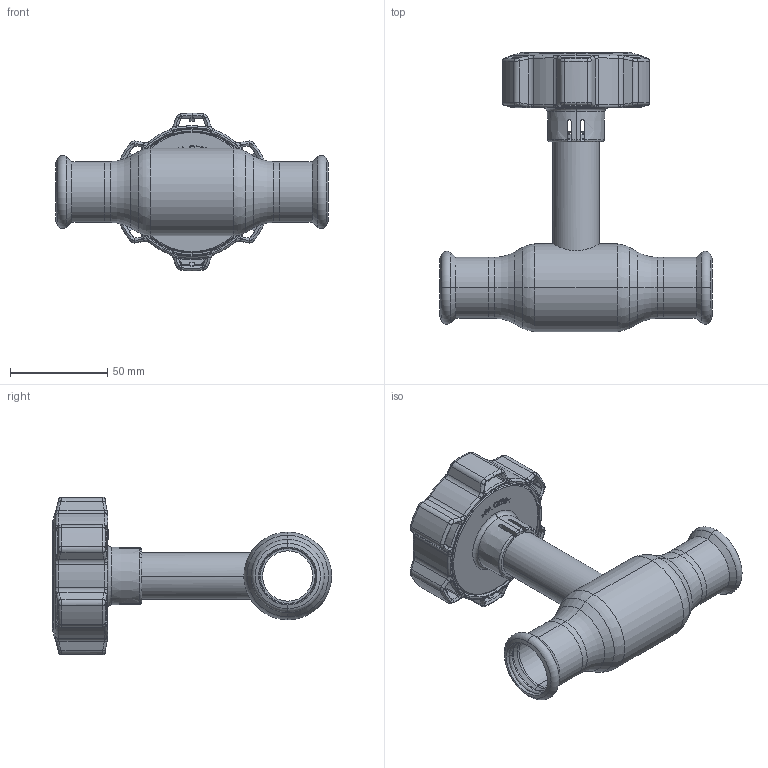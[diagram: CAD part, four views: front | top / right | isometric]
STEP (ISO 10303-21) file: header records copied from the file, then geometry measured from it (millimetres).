
FILE_DESCRIPTION (( 'STEP AP214' ), '1' );
FILE_NAME ('1025000101-1200.step', '2023-12-08T10:14:30', ( '' ), ( '' ), 'SwSTEP 2.0', 'SolidWorks 2021', '' );
FILE_SCHEMA (( 'AUTOMOTIVE_DESIGN' ));
Length unit declared in the file: millimetre
Products named in the file (1): 1025000101-1200
Bounding box: 139.6 x 143.3 x 81 mm (x, y, z)
Surface area: 54386 mm2 (no closed solid volume)
Topology: 0 solids, 26 shells, 574 faces, 1960 edges, 1361 vertices
Faces by surface type: bspline 204, cylinder 127, plane 108, cone 76, torus 59
Entity records: 39718 total; most frequent: CARTESIAN_POINT 19054, ORIENTED_EDGE 3189, DIRECTION 2253, EDGE_CURVE 1960, VERTEX_POINT 1361, B_SPLINE_CURVE_WITH_KNOTS 914, AXIS2_PLACEMENT_3D 884, EDGE_LOOP 609
